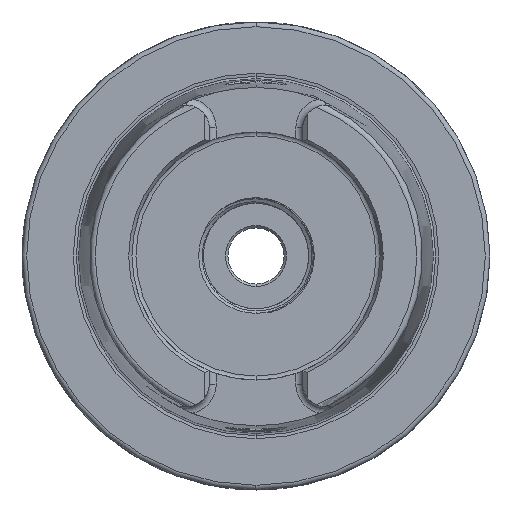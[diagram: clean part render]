
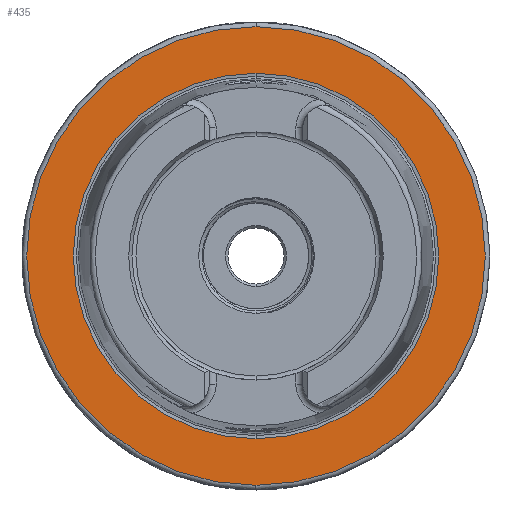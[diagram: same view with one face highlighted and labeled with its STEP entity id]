
A CAD part, left-side view. The second image highlights one B-rep face of the part: STEP entity #435.
In plain terms, the highlighted planar face has unit normal (-1, 0, 0).
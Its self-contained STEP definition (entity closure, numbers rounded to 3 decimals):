
#86 = EDGE_CURVE ( 'NONE', #18234, #18233, #2753, .T. ) ;
#101 = EDGE_CURVE ( 'NONE', #18246, #18245, #2749, .T. ) ;
#435 = ADVANCED_FACE ( 'NONE', ( #3684, #3687 ), #7331, .T. ) ;
#2749 = CIRCLE ( 'NONE', #16898, 39.054 ) ;
#2753 = CIRCLE ( 'NONE', #10282, 49. ) ;
#3353 = ORIENTED_EDGE ( 'NONE', *, *, #101, .T. ) ;
#3354 = ORIENTED_EDGE ( 'NONE', *, *, #4919, .T. ) ;
#3355 = ORIENTED_EDGE ( 'NONE', *, *, #4920, .T. ) ;
#3356 = ORIENTED_EDGE ( 'NONE', *, *, #86, .T. ) ;
#3684 = FACE_OUTER_BOUND ( 'NONE', #16690, .T. ) ;
#3687 = FACE_BOUND ( 'NONE', #16691, .T. ) ;
#3689 = AXIS2_PLACEMENT_3D ( 'NONE', #7332, #7333, #7334 ) ;
#4919 = EDGE_CURVE ( 'NONE', #18245, #18246, #17586, .T. ) ;
#4920 = EDGE_CURVE ( 'NONE', #18233, #18234, #17587, .T. ) ;
#5168 = CARTESIAN_POINT ( 'NONE',  ( 0., 0., 0. ) ) ;
#5169 = DIRECTION ( 'NONE',  ( -1., 0., 0. ) ) ;
#5170 = DIRECTION ( 'NONE',  ( 0., 0., 1. ) ) ;
#6777 = CARTESIAN_POINT ( 'NONE',  ( 0., 0., 0. ) ) ;
#6778 = DIRECTION ( 'NONE',  ( 1., 0., 0. ) ) ;
#6779 = DIRECTION ( 'NONE',  ( 0., 0., -1. ) ) ;
#6780 = CARTESIAN_POINT ( 'NONE',  ( 0., 0., 0. ) ) ;
#6781 = DIRECTION ( 'NONE',  ( -1., 0., 0. ) ) ;
#6782 = DIRECTION ( 'NONE',  ( 0., 0., 1. ) ) ;
#7331 = PLANE ( 'NONE',  #3689 ) ;
#7332 = CARTESIAN_POINT ( 'NONE',  ( 0., 39.054, 0. ) ) ;
#7333 = DIRECTION ( 'NONE',  ( -1., 0., 0. ) ) ;
#7334 = DIRECTION ( 'NONE',  ( 0., 0., 1. ) ) ;
#8136 = CARTESIAN_POINT ( 'NONE',  ( 0., 0., -49. ) ) ;
#8137 = CARTESIAN_POINT ( 'NONE',  ( 0., 0., 49. ) ) ;
#8148 = CARTESIAN_POINT ( 'NONE',  ( 0., 0., -39.054 ) ) ;
#8149 = CARTESIAN_POINT ( 'NONE',  ( 0., 0., 39.054 ) ) ;
#10282 = AXIS2_PLACEMENT_3D ( 'NONE', #5168, #5169, #5170 ) ;
#16690 = EDGE_LOOP ( 'NONE', ( #3356, #3355 ) ) ;
#16691 = EDGE_LOOP ( 'NONE', ( #3353, #3354 ) ) ;
#16898 = AXIS2_PLACEMENT_3D ( 'NONE', #19895, #19896, #19897 ) ;
#17586 = CIRCLE ( 'NONE', #19305, 39.054 ) ;
#17587 = CIRCLE ( 'NONE', #19302, 49. ) ;
#18233 = VERTEX_POINT ( 'NONE', #8136 ) ;
#18234 = VERTEX_POINT ( 'NONE', #8137 ) ;
#18245 = VERTEX_POINT ( 'NONE', #8148 ) ;
#18246 = VERTEX_POINT ( 'NONE', #8149 ) ;
#19302 = AXIS2_PLACEMENT_3D ( 'NONE', #6780, #6781, #6782 ) ;
#19305 = AXIS2_PLACEMENT_3D ( 'NONE', #6777, #6778, #6779 ) ;
#19895 = CARTESIAN_POINT ( 'NONE',  ( 0., 0., 0. ) ) ;
#19896 = DIRECTION ( 'NONE',  ( 1., 0., 0. ) ) ;
#19897 = DIRECTION ( 'NONE',  ( 0., 0., -1. ) ) ;
